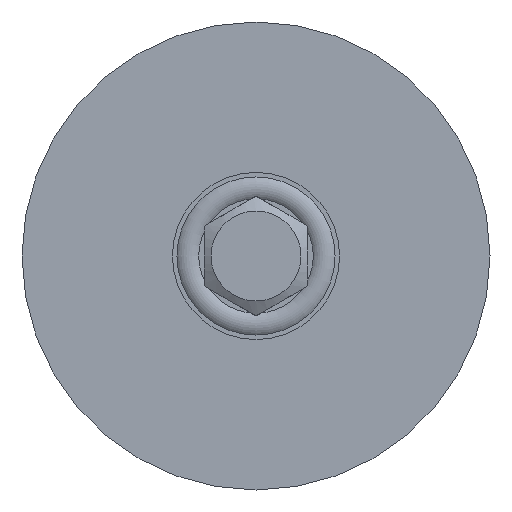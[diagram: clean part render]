
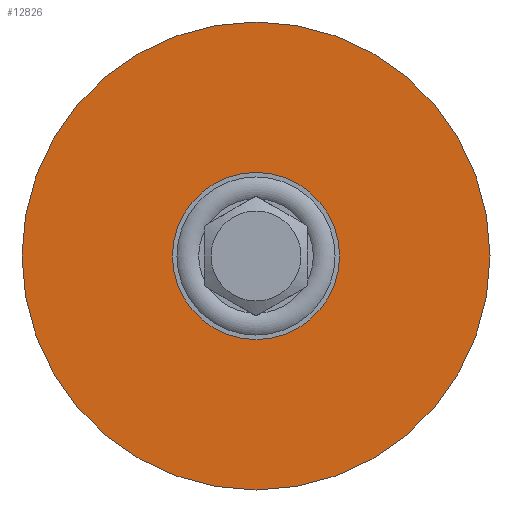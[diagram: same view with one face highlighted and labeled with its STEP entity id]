
A CAD part, left-side view. The second image highlights one B-rep face of the part: STEP entity #12826.
In plain terms, the highlighted planar face has unit normal (-1, 0, 0).
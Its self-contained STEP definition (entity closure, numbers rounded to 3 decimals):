
#808 = DIRECTION ( 'NONE',  ( 0., -1., 0. ) ) ;
#1139 = DIRECTION ( 'NONE',  ( 0., -1., 0. ) ) ;
#1227 = CARTESIAN_POINT ( 'NONE',  ( -10.5, 0., 0. ) ) ;
#2170 = EDGE_LOOP ( 'NONE', ( #6817 ) ) ;
#4270 = DIRECTION ( 'NONE',  ( 1., 0., 0. ) ) ;
#4358 = EDGE_CURVE ( 'NONE', #4756, #4756, #11242, .T. ) ;
#4362 = DIRECTION ( 'NONE',  ( 0., 1., 0. ) ) ;
#4756 = VERTEX_POINT ( 'NONE', #7573 ) ;
#5574 = CIRCLE ( 'NONE', #13800, 17.5 ) ;
#6207 = FACE_OUTER_BOUND ( 'NONE', #2170, .T. ) ;
#6817 = ORIENTED_EDGE ( 'NONE', *, *, #4358, .F. ) ;
#7454 = EDGE_CURVE ( 'NONE', #11794, #11794, #5574, .T. ) ;
#7482 = CARTESIAN_POINT ( 'NONE',  ( -10.5, 49., 0. ) ) ;
#7573 = CARTESIAN_POINT ( 'NONE',  ( -10.5, 49., 0. ) ) ;
#8614 = DIRECTION ( 'NONE',  ( -1., 0., 0. ) ) ;
#9137 = DIRECTION ( 'NONE',  ( -1., 0., 0. ) ) ;
#9604 = AXIS2_PLACEMENT_3D ( 'NONE', #7482, #8614, #808 ) ;
#10412 = FACE_BOUND ( 'NONE', #13055, .T. ) ;
#10880 = AXIS2_PLACEMENT_3D ( 'NONE', #11094, #4270, #4362 ) ;
#11094 = CARTESIAN_POINT ( 'NONE',  ( -10.5, 0., 0. ) ) ;
#11242 = CIRCLE ( 'NONE', #10880, 49. ) ;
#11794 = VERTEX_POINT ( 'NONE', #12079 ) ;
#11964 = ORIENTED_EDGE ( 'NONE', *, *, #7454, .F. ) ;
#12079 = CARTESIAN_POINT ( 'NONE',  ( -10.5, -17.5, 0. ) ) ;
#12084 = PLANE ( 'NONE',  #9604 ) ;
#12826 = ADVANCED_FACE ( 'NONE', ( #6207, #10412 ), #12084, .T. ) ;
#13055 = EDGE_LOOP ( 'NONE', ( #11964 ) ) ;
#13800 = AXIS2_PLACEMENT_3D ( 'NONE', #1227, #9137, #1139 ) ;
